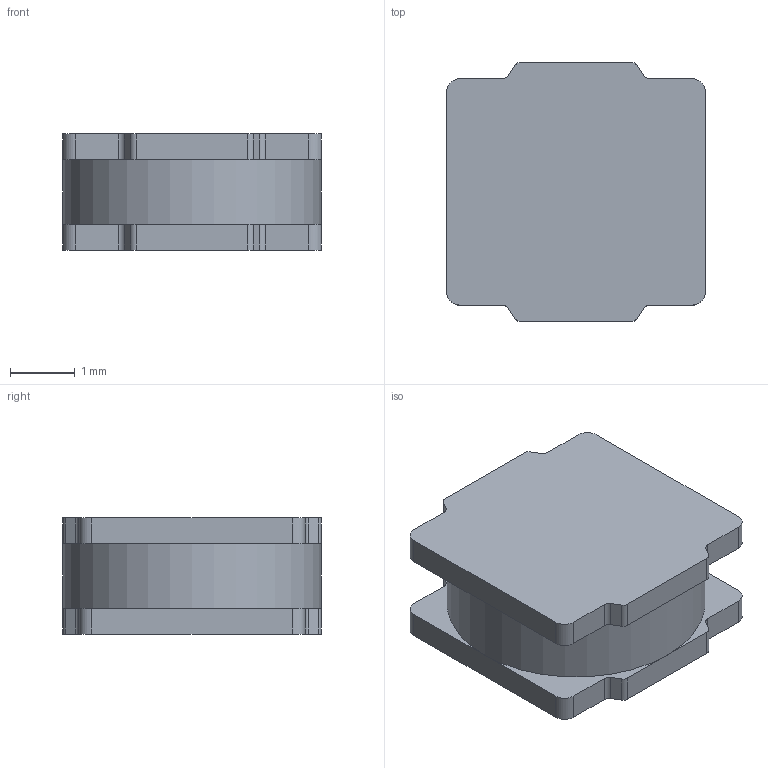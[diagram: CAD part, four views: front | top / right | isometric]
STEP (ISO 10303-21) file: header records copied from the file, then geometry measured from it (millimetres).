
FILE_DESCRIPTION(/* description */ (''),/* implementation_level */ '2;1');
FILE_NAME(/* name */ 'Inductor v1.step',/* time_stamp */ '2022-10-08T20:49:26+08:00',/* author */ (''),/* organization */ (''),/* preprocessor_version */ 'ST-DEVELOPER v19',/* originating_system */ 'Autodesk Translation Framework v11.7.0.108',/* authorisation */ '');
FILE_SCHEMA (('AUTOMOTIVE_DESIGN { 1 0 10303 214 3 1 1 }'));
Length unit declared in the file: millimetre
Products named in the file (1): Inductor
Bounding box: 4 x 4 x 1.8 mm (x, y, z)
Volume: 24.5 mm3; surface area: 109.7 mm2
Topology: 3 solids, 3 shells, 55 faces, 147 edges, 98 vertices
Faces by surface type: plane 30, cylinder 25
Full cylindrical faces by diameter (mm): 4 x1
Entity records: 1769 total; most frequent: DIRECTION 309, CARTESIAN_POINT 301, ORIENTED_EDGE 294, EDGE_CURVE 147, AXIS2_PLACEMENT_3D 106, VERTEX_POINT 98, LINE 97, VECTOR 97
